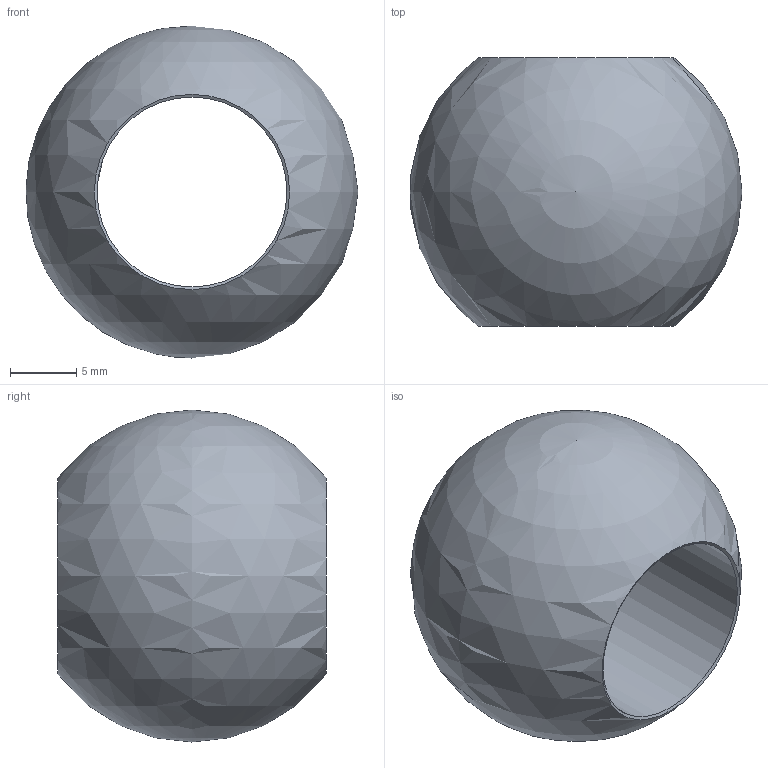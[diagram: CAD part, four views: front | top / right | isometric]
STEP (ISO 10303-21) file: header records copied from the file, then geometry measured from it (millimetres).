
FILE_DESCRIPTION (( 'STEP AP203' ), '1' );
FILE_NAME ('3572-D14.step', '2020-02-04T09:52:47', ( '' ), ( '' ), 'SwSTEP 2.0', 'SolidWorks 2015', '' );
FILE_SCHEMA (( 'CONFIG_CONTROL_DESIGN' ));
Length unit declared in the file: millimetre
Products named in the file (2): 3572-D14
Bounding box: 25 x 20.22 x 25 mm (x, y, z)
Volume: 4512.6 mm3; surface area: 2511 mm2
Topology: 1 solids, 1 shells, 212 faces, 572 edges, 381 vertices
Faces by surface type: plane 104, bspline 83, cylinder 22, cone 2, sphere 1
Full cylindrical faces by diameter (mm): 14.3 x1
Entity records: 9960 total; most frequent: CARTESIAN_POINT 5050, ORIENTED_EDGE 1130, DIRECTION 733, EDGE_CURVE 565, VERTEX_POINT 378, VECTOR 283, LINE 283, EDGE_LOOP 237
